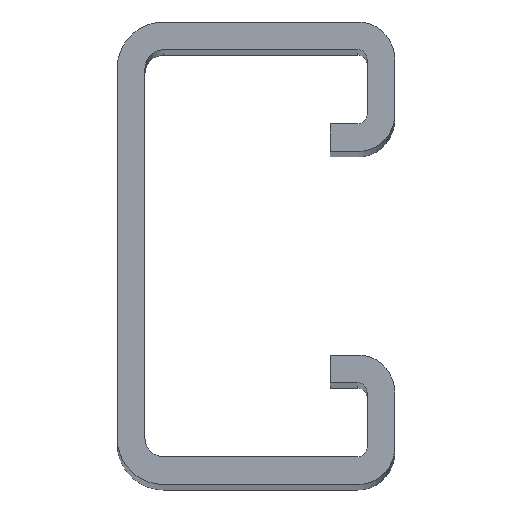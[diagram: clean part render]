
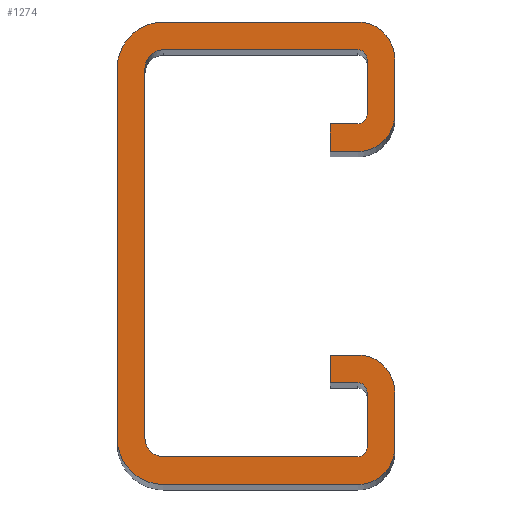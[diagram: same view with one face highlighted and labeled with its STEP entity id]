
A CAD part, top view. The second image highlights one B-rep face of the part: STEP entity #1274.
In plain terms, the highlighted planar face has unit normal (0, 0, 1).
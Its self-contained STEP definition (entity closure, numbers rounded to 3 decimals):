
#153=DIRECTION('',(0.,1.,0.));
#154=VECTOR('',#153,40.);
#155=CARTESIAN_POINT('',(0.,-20.,340.));
#156=LINE('',#155,#154);
#247=DIRECTION('',(-1.,0.,0.));
#248=VECTOR('',#247,21.);
#249=CARTESIAN_POINT('',(26.,-25.,340.));
#250=LINE('',#249,#248);
#259=DIRECTION('',(0.,-1.,0.));
#260=VECTOR('',#259,6.);
#261=CARTESIAN_POINT('',(27.,-15.,340.));
#262=LINE('',#261,#260);
#263=CARTESIAN_POINT('',(26.,-15.,340.));
#264=DIRECTION('',(0.,0.,-1.));
#265=DIRECTION('',(0.,1.,0.));
#266=AXIS2_PLACEMENT_3D('',#263,#264,#265);
#268=DIRECTION('',(1.,0.,0.));
#269=VECTOR('',#268,3.);
#270=CARTESIAN_POINT('',(23.,-14.,340.));
#271=LINE('',#270,#269);
#272=DIRECTION('',(0.,-1.,0.));
#273=VECTOR('',#272,3.);
#274=CARTESIAN_POINT('',(23.,-11.,340.));
#275=LINE('',#274,#273);
#276=CARTESIAN_POINT('',(26.,-15.,340.));
#277=DIRECTION('',(0.,0.,1.));
#278=DIRECTION('',(1.,0.,0.));
#279=AXIS2_PLACEMENT_3D('',#276,#277,#278);
#281=CARTESIAN_POINT('',(26.,-21.,340.));
#282=DIRECTION('',(0.,0.,1.));
#283=DIRECTION('',(0.,-1.,0.));
#284=AXIS2_PLACEMENT_3D('',#281,#282,#283);
#286=CARTESIAN_POINT('',(5.,-20.,340.));
#287=DIRECTION('',(0.,0.,1.));
#288=DIRECTION('',(-1.,0.,0.));
#289=AXIS2_PLACEMENT_3D('',#286,#287,#288);
#291=CARTESIAN_POINT('',(5.,20.,340.));
#292=DIRECTION('',(0.,0.,1.));
#293=DIRECTION('',(0.,1.,0.));
#294=AXIS2_PLACEMENT_3D('',#291,#292,#293);
#296=CARTESIAN_POINT('',(26.,21.,340.));
#297=DIRECTION('',(0.,0.,1.));
#298=DIRECTION('',(1.,0.,0.));
#299=AXIS2_PLACEMENT_3D('',#296,#297,#298);
#301=CARTESIAN_POINT('',(26.,15.,340.));
#302=DIRECTION('',(0.,0.,1.));
#303=DIRECTION('',(0.,-1.,0.));
#304=AXIS2_PLACEMENT_3D('',#301,#302,#303);
#306=DIRECTION('',(0.,-1.,0.));
#307=VECTOR('',#306,3.);
#308=CARTESIAN_POINT('',(23.,14.,340.));
#309=LINE('',#308,#307);
#310=DIRECTION('',(-1.,0.,0.));
#311=VECTOR('',#310,3.);
#312=CARTESIAN_POINT('',(26.,14.,340.));
#313=LINE('',#312,#311);
#314=CARTESIAN_POINT('',(26.,15.,340.));
#315=DIRECTION('',(0.,0.,-1.));
#316=DIRECTION('',(1.,0.,0.));
#317=AXIS2_PLACEMENT_3D('',#314,#315,#316);
#319=DIRECTION('',(0.,-1.,0.));
#320=VECTOR('',#319,6.);
#321=CARTESIAN_POINT('',(27.,21.,340.));
#322=LINE('',#321,#320);
#323=CARTESIAN_POINT('',(26.,21.,340.));
#324=DIRECTION('',(0.,0.,-1.));
#325=DIRECTION('',(0.,1.,0.));
#326=AXIS2_PLACEMENT_3D('',#323,#324,#325);
#328=DIRECTION('',(1.,0.,0.));
#329=VECTOR('',#328,21.);
#330=CARTESIAN_POINT('',(5.,22.,340.));
#331=LINE('',#330,#329);
#332=CARTESIAN_POINT('',(5.,20.,340.));
#333=DIRECTION('',(0.,0.,-1.));
#334=DIRECTION('',(-1.,0.,0.));
#335=AXIS2_PLACEMENT_3D('',#332,#333,#334);
#337=DIRECTION('',(0.,1.,0.));
#338=VECTOR('',#337,40.);
#339=CARTESIAN_POINT('',(3.,-20.,340.));
#340=LINE('',#339,#338);
#341=CARTESIAN_POINT('',(5.,-20.,340.));
#342=DIRECTION('',(0.,0.,-1.));
#343=DIRECTION('',(0.,-1.,0.));
#344=AXIS2_PLACEMENT_3D('',#341,#342,#343);
#346=DIRECTION('',(-1.,0.,0.));
#347=VECTOR('',#346,21.);
#348=CARTESIAN_POINT('',(26.,-22.,340.));
#349=LINE('',#348,#347);
#350=CARTESIAN_POINT('',(26.,-21.,340.));
#351=DIRECTION('',(0.,0.,-1.));
#352=DIRECTION('',(1.,0.,0.));
#353=AXIS2_PLACEMENT_3D('',#350,#351,#352);
#363=DIRECTION('',(0.,-1.,0.));
#364=VECTOR('',#363,6.);
#365=CARTESIAN_POINT('',(30.,-15.,340.));
#366=LINE('',#365,#364);
#443=DIRECTION('',(1.,0.,0.));
#444=VECTOR('',#443,3.);
#445=CARTESIAN_POINT('',(23.,-11.,340.));
#446=LINE('',#445,#444);
#513=DIRECTION('',(1.,0.,0.));
#514=VECTOR('',#513,21.);
#515=CARTESIAN_POINT('',(5.,25.,340.));
#516=LINE('',#515,#514);
#559=DIRECTION('',(0.,-1.,0.));
#560=VECTOR('',#559,6.);
#561=CARTESIAN_POINT('',(30.,21.,340.));
#562=LINE('',#561,#560);
#617=DIRECTION('',(-1.,0.,0.));
#618=VECTOR('',#617,3.);
#619=CARTESIAN_POINT('',(26.,11.,340.));
#620=LINE('',#619,#618);
#705=CARTESIAN_POINT('',(23.,-11.,340.));
#706=CARTESIAN_POINT('',(26.,-11.,340.));
#707=VERTEX_POINT('',#705);
#708=VERTEX_POINT('',#706);
#709=CARTESIAN_POINT('',(23.,-14.,340.));
#710=VERTEX_POINT('',#709);
#711=CARTESIAN_POINT('',(0.,-20.,340.));
#712=CARTESIAN_POINT('',(5.,-25.,340.));
#713=VERTEX_POINT('',#711);
#714=VERTEX_POINT('',#712);
#715=CARTESIAN_POINT('',(27.,15.,340.));
#716=CARTESIAN_POINT('',(26.,14.,340.));
#717=VERTEX_POINT('',#715);
#718=VERTEX_POINT('',#716);
#719=CARTESIAN_POINT('',(3.,20.,340.));
#720=CARTESIAN_POINT('',(5.,22.,340.));
#721=VERTEX_POINT('',#719);
#722=VERTEX_POINT('',#720);
#723=CARTESIAN_POINT('',(3.,-20.,340.));
#724=VERTEX_POINT('',#723);
#725=CARTESIAN_POINT('',(0.,20.,340.));
#726=VERTEX_POINT('',#725);
#727=CARTESIAN_POINT('',(26.,11.,340.));
#728=CARTESIAN_POINT('',(23.,11.,340.));
#729=VERTEX_POINT('',#727);
#730=VERTEX_POINT('',#728);
#731=CARTESIAN_POINT('',(23.,14.,340.));
#732=VERTEX_POINT('',#731);
#733=CARTESIAN_POINT('',(30.,21.,340.));
#734=CARTESIAN_POINT('',(26.,25.,340.));
#735=VERTEX_POINT('',#733);
#736=VERTEX_POINT('',#734);
#737=CARTESIAN_POINT('',(26.,22.,340.));
#738=CARTESIAN_POINT('',(27.,21.,340.));
#739=VERTEX_POINT('',#737);
#740=VERTEX_POINT('',#738);
#741=CARTESIAN_POINT('',(30.,15.,340.));
#742=VERTEX_POINT('',#741);
#743=CARTESIAN_POINT('',(5.,25.,340.));
#744=VERTEX_POINT('',#743);
#745=CARTESIAN_POINT('',(26.,-14.,340.));
#746=VERTEX_POINT('',#745);
#747=CARTESIAN_POINT('',(26.,-25.,340.));
#748=CARTESIAN_POINT('',(30.,-21.,340.));
#749=VERTEX_POINT('',#747);
#750=VERTEX_POINT('',#748);
#751=CARTESIAN_POINT('',(5.,-22.,340.));
#752=VERTEX_POINT('',#751);
#753=CARTESIAN_POINT('',(27.,-21.,340.));
#754=CARTESIAN_POINT('',(26.,-22.,340.));
#755=VERTEX_POINT('',#753);
#756=VERTEX_POINT('',#754);
#757=CARTESIAN_POINT('',(30.,-15.,340.));
#758=VERTEX_POINT('',#757);
#759=CARTESIAN_POINT('',(27.,-15.,340.));
#760=VERTEX_POINT('',#759);
#1215=CARTESIAN_POINT('',(26.,22.,340.));
#1216=DIRECTION('',(0.,0.,1.));
#1217=DIRECTION('',(1.,0.,0.));
#1218=AXIS2_PLACEMENT_3D('',#1215,#1216,#1217);
#1219=PLANE('',#1218);
#1221=ORIENTED_EDGE('',*,*,#1220,.F.);
#1223=ORIENTED_EDGE('',*,*,#1222,.F.);
#1225=ORIENTED_EDGE('',*,*,#1224,.F.);
#1227=ORIENTED_EDGE('',*,*,#1226,.F.);
#1229=ORIENTED_EDGE('',*,*,#1228,.T.);
#1231=ORIENTED_EDGE('',*,*,#1230,.F.);
#1233=ORIENTED_EDGE('',*,*,#1232,.T.);
#1235=ORIENTED_EDGE('',*,*,#1234,.F.);
#1236=ORIENTED_EDGE('',*,*,#1195,.T.);
#1237=ORIENTED_EDGE('',*,*,#1209,.F.);
#1238=ORIENTED_EDGE('',*,*,#987,.T.);
#1240=ORIENTED_EDGE('',*,*,#1239,.F.);
#1242=ORIENTED_EDGE('',*,*,#1241,.T.);
#1244=ORIENTED_EDGE('',*,*,#1243,.F.);
#1246=ORIENTED_EDGE('',*,*,#1245,.T.);
#1248=ORIENTED_EDGE('',*,*,#1247,.F.);
#1250=ORIENTED_EDGE('',*,*,#1249,.T.);
#1252=ORIENTED_EDGE('',*,*,#1251,.F.);
#1254=ORIENTED_EDGE('',*,*,#1253,.F.);
#1256=ORIENTED_EDGE('',*,*,#1255,.F.);
#1258=ORIENTED_EDGE('',*,*,#1257,.F.);
#1260=ORIENTED_EDGE('',*,*,#1259,.F.);
#1262=ORIENTED_EDGE('',*,*,#1261,.F.);
#1264=ORIENTED_EDGE('',*,*,#1263,.F.);
#1265=ORIENTED_EDGE('',*,*,#866,.F.);
#1267=ORIENTED_EDGE('',*,*,#1266,.F.);
#1269=ORIENTED_EDGE('',*,*,#1268,.F.);
#1271=ORIENTED_EDGE('',*,*,#1270,.F.);
#1272=EDGE_LOOP('',(#1221,#1223,#1225,#1227,#1229,#1231,#1233,#1235,#1236,#1237,
#1238,#1240,#1242,#1244,#1246,#1248,#1250,#1252,#1254,#1256,#1258,#1260,#1262,
#1264,#1265,#1267,#1269,#1271));
#1273=FACE_OUTER_BOUND('',#1272,.F.);
#1274=ADVANCED_FACE('',(#1273),#1219,.T.);
#267=CIRCLE('',#266,1.);
#280=CIRCLE('',#279,4.);
#285=CIRCLE('',#284,4.);
#290=CIRCLE('',#289,5.);
#295=CIRCLE('',#294,5.);
#300=CIRCLE('',#299,4.);
#305=CIRCLE('',#304,4.);
#318=CIRCLE('',#317,1.);
#327=CIRCLE('',#326,1.);
#336=CIRCLE('',#335,2.);
#345=CIRCLE('',#344,2.);
#354=CIRCLE('',#353,1.);
#866=EDGE_CURVE('',#724,#721,#340,.T.);
#987=EDGE_CURVE('',#713,#726,#156,.T.);
#1195=EDGE_CURVE('',#749,#714,#250,.T.);
#1209=EDGE_CURVE('',#713,#714,#290,.T.);
#1220=EDGE_CURVE('',#760,#755,#262,.T.);
#1222=EDGE_CURVE('',#746,#760,#267,.T.);
#1224=EDGE_CURVE('',#710,#746,#271,.T.);
#1226=EDGE_CURVE('',#707,#710,#275,.T.);
#1228=EDGE_CURVE('',#707,#708,#446,.T.);
#1230=EDGE_CURVE('',#758,#708,#280,.T.);
#1232=EDGE_CURVE('',#758,#750,#366,.T.);
#1234=EDGE_CURVE('',#749,#750,#285,.T.);
#1239=EDGE_CURVE('',#744,#726,#295,.T.);
#1241=EDGE_CURVE('',#744,#736,#516,.T.);
#1243=EDGE_CURVE('',#735,#736,#300,.T.);
#1245=EDGE_CURVE('',#735,#742,#562,.T.);
#1247=EDGE_CURVE('',#729,#742,#305,.T.);
#1249=EDGE_CURVE('',#729,#730,#620,.T.);
#1251=EDGE_CURVE('',#732,#730,#309,.T.);
#1253=EDGE_CURVE('',#718,#732,#313,.T.);
#1255=EDGE_CURVE('',#717,#718,#318,.T.);
#1257=EDGE_CURVE('',#740,#717,#322,.T.);
#1259=EDGE_CURVE('',#739,#740,#327,.T.);
#1261=EDGE_CURVE('',#722,#739,#331,.T.);
#1263=EDGE_CURVE('',#721,#722,#336,.T.);
#1266=EDGE_CURVE('',#752,#724,#345,.T.);
#1268=EDGE_CURVE('',#756,#752,#349,.T.);
#1270=EDGE_CURVE('',#755,#756,#354,.T.);
